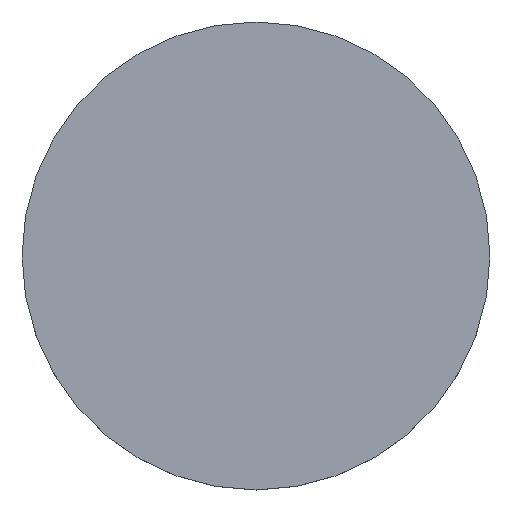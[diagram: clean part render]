
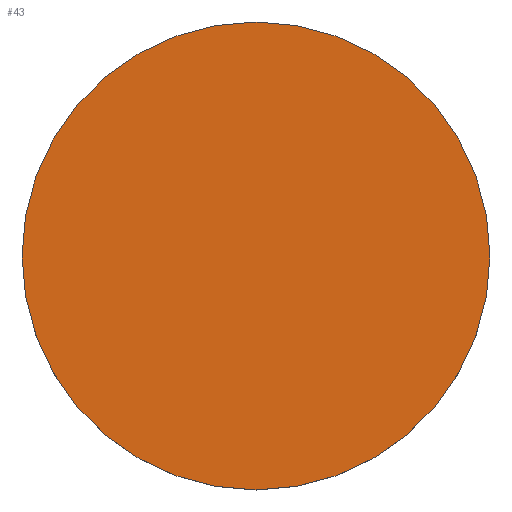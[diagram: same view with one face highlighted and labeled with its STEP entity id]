
A CAD part, top view. The second image highlights one B-rep face of the part: STEP entity #43.
In plain terms, the highlighted planar face has unit normal (0, 0, 1).
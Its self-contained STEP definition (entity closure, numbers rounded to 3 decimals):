
#7 = ORIENTED_EDGE ( 'NONE', *, *, #112, .F. ) ;
#17 = EDGE_CURVE ( 'NONE', #80, #227, #201, .T. ) ;
#19 = DIRECTION ( 'NONE',  ( 0., 0., 1. ) ) ;
#30 = EDGE_LOOP ( 'NONE', ( #57, #7 ) ) ;
#43 = ADVANCED_FACE ( 'NONE', ( #63 ), #84, .T. ) ;
#51 = DIRECTION ( 'NONE',  ( 1., 0., 0. ) ) ;
#57 = ORIENTED_EDGE ( 'NONE', *, *, #17, .F. ) ;
#63 = FACE_OUTER_BOUND ( 'NONE', #30, .T. ) ;
#64 = CARTESIAN_POINT ( 'NONE',  ( -12.7, 0., 3. ) ) ;
#80 = VERTEX_POINT ( 'NONE', #232 ) ;
#84 = PLANE ( 'NONE',  #129 ) ;
#88 = AXIS2_PLACEMENT_3D ( 'NONE', #116, #169, #151 ) ;
#108 = DIRECTION ( 'NONE',  ( 1., 0., 0. ) ) ;
#112 = EDGE_CURVE ( 'NONE', #227, #80, #147, .T. ) ;
#116 = CARTESIAN_POINT ( 'NONE',  ( 0., 0., 3. ) ) ;
#129 = AXIS2_PLACEMENT_3D ( 'NONE', #140, #19, #51 ) ;
#137 = AXIS2_PLACEMENT_3D ( 'NONE', #233, #178, #108 ) ;
#140 = CARTESIAN_POINT ( 'NONE',  ( 0., 26.112, 3. ) ) ;
#147 = CIRCLE ( 'NONE', #88, 12.7 ) ;
#151 = DIRECTION ( 'NONE',  ( 1., 0., 0. ) ) ;
#169 = DIRECTION ( 'NONE',  ( 0., 0., -1. ) ) ;
#178 = DIRECTION ( 'NONE',  ( 0., 0., -1. ) ) ;
#201 = CIRCLE ( 'NONE', #137, 12.7 ) ;
#227 = VERTEX_POINT ( 'NONE', #64 ) ;
#232 = CARTESIAN_POINT ( 'NONE',  ( 12.7, 0., 3. ) ) ;
#233 = CARTESIAN_POINT ( 'NONE',  ( 0., 0., 3. ) ) ;
